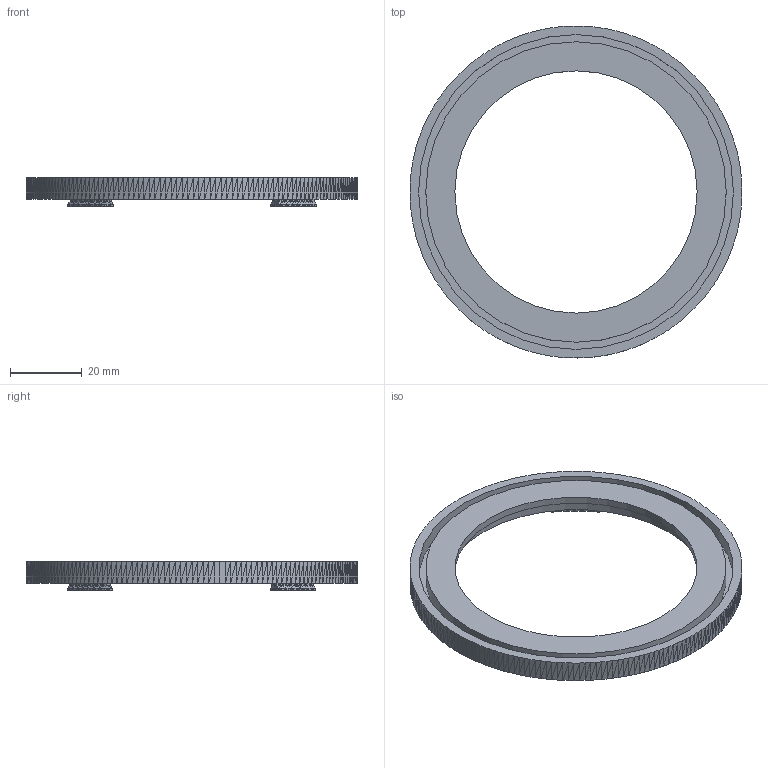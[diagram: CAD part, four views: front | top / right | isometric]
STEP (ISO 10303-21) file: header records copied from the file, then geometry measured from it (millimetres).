
FILE_DESCRIPTION(/* description */ ('','CAx-IF Rec.Pracs.---Representation and Presentation of Product Manufacturing Information (PMI)---4.0---2014-10-13'),/* implementation_level */ '2;1');
FILE_NAME(/* name */ 'chamber base.step',/* time_stamp */ '2025-02-09T08:38:10-05:00',/* author */ (''),/* organization */ (''),/* preprocessor_version */ 'ST-DEVELOPER v20',/* originating_system */ 'Autodesk Translation Framework v13.20.0.188',/* authorisation */ '');
FILE_SCHEMA (('AP242_MANAGED_MODEL_BASED_3D_ENGINEERING_MIM_LF { 1 0 10303 442 1 1 4 }'));
Length unit declared in the file: millimetre
Products named in the file (1): (Unsaved)
Bounding box: 92.49 x 92.5 x 8 mm (x, y, z)
Volume: 14849 mm3; surface area: 11916.7 mm2
Topology: 1 solids, 1 shells, 817 faces, 1446 edges, 638 vertices
Faces by surface type: plane 813, cylinder 4
Full cylindrical faces by diameter (mm): 67.5 x1, 72.5 x1, 83.7 x1, 87.7 x1
Entity records: 18001 total; most frequent: DIRECTION 3090, CARTESIAN_POINT 2902, ORIENTED_EDGE 2892, EDGE_CURVE 1446, LINE 1438, VECTOR 1438, EDGE_LOOP 826, AXIS2_PLACEMENT_3D 826
